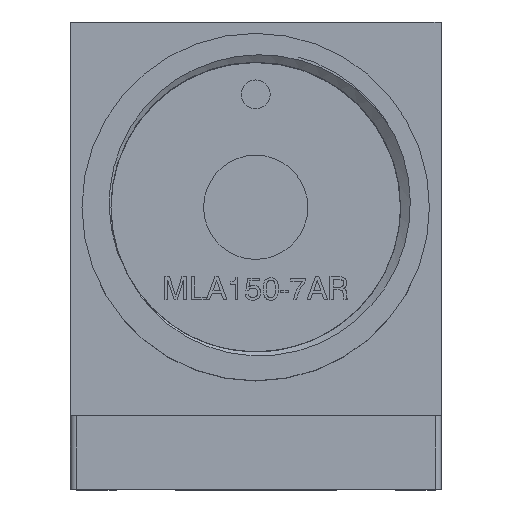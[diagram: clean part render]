
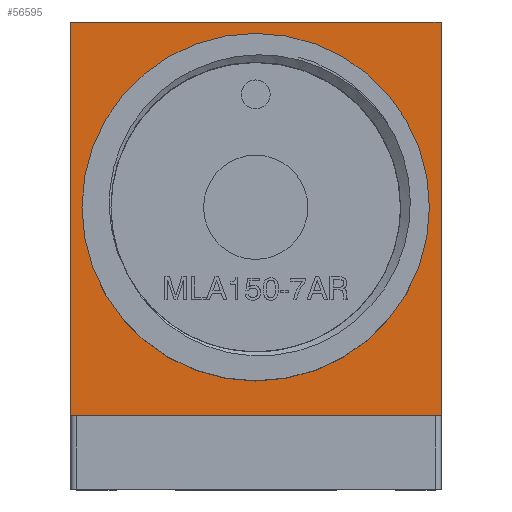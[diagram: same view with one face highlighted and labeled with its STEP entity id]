
A CAD part, top view. The second image highlights one B-rep face of the part: STEP entity #56595.
In plain terms, the highlighted planar face has unit normal (0, 0, 1).
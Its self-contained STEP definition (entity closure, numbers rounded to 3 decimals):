
#1378 = VERTEX_POINT ( 'NONE', #27355 ) ;
#1542 = VERTEX_POINT ( 'NONE', #30066 ) ;
#1746 = EDGE_CURVE ( 'NONE', #47606, #1542, #13657, .T. ) ;
#3612 = AXIS2_PLACEMENT_3D ( 'NONE', #27272, #64069, #32522 ) ;
#4211 = DIRECTION ( 'NONE',  ( 0., 0., 1. ) ) ;
#5866 = CARTESIAN_POINT ( 'NONE',  ( 0., 34., 0. ) ) ;
#6109 = AXIS2_PLACEMENT_3D ( 'NONE', #35722, #4211, #41006 ) ;
#6400 = ORIENTED_EDGE ( 'NONE', *, *, #15580, .F. ) ;
#6480 = DIRECTION ( 'NONE',  ( 1., 0., 0. ) ) ;
#7265 = EDGE_CURVE ( 'NONE', #1378, #8413, #54979, .T. ) ;
#8413 = VERTEX_POINT ( 'NONE', #20139 ) ;
#9468 = DIRECTION ( 'NONE',  ( 1., 0., 0. ) ) ;
#13657 = CIRCLE ( 'NONE', #55403, 15. ) ;
#14649 = VECTOR ( 'NONE', #9468, 1000. ) ;
#15580 = EDGE_CURVE ( 'NONE', #1542, #47606, #25894, .T. ) ;
#15657 = CARTESIAN_POINT ( 'NONE',  ( 31., 18., 0. ) ) ;
#17220 = EDGE_CURVE ( 'NONE', #50716, #57599, #41959, .T. ) ;
#20139 = CARTESIAN_POINT ( 'NONE',  ( 32., 0., 0. ) ) ;
#20295 = EDGE_LOOP ( 'NONE', ( #6400, #33556 ) ) ;
#25431 = CARTESIAN_POINT ( 'NONE',  ( 16., 18., 0. ) ) ;
#25664 = LINE ( 'NONE', #31397, #37995 ) ;
#25894 = CIRCLE ( 'NONE', #6109, 15. ) ;
#25985 = ORIENTED_EDGE ( 'NONE', *, *, #17220, .F. ) ;
#26851 = ORIENTED_EDGE ( 'NONE', *, *, #40974, .T. ) ;
#27272 = CARTESIAN_POINT ( 'NONE',  ( 0., 34., 0. ) ) ;
#27355 = CARTESIAN_POINT ( 'NONE',  ( 0., 0., 0. ) ) ;
#27588 = CARTESIAN_POINT ( 'NONE',  ( 32., 34., 0. ) ) ;
#28272 = CARTESIAN_POINT ( 'NONE',  ( 0., 34., 0. ) ) ;
#30058 = FACE_OUTER_BOUND ( 'NONE', #61180, .T. ) ;
#30066 = CARTESIAN_POINT ( 'NONE',  ( 1., 18., 0. ) ) ;
#30701 = DIRECTION ( 'NONE',  ( -1., 0., 0. ) ) ;
#31279 = LINE ( 'NONE', #28272, #52670 ) ;
#31397 = CARTESIAN_POINT ( 'NONE',  ( 32., 34., 0. ) ) ;
#32357 = ORIENTED_EDGE ( 'NONE', *, *, #34311, .F. ) ;
#32522 = DIRECTION ( 'NONE',  ( -1., 0., 0. ) ) ;
#33556 = ORIENTED_EDGE ( 'NONE', *, *, #1746, .F. ) ;
#34311 = EDGE_CURVE ( 'NONE', #57599, #8413, #25664, .T. ) ;
#35722 = CARTESIAN_POINT ( 'NONE',  ( 16., 18., 0. ) ) ;
#37591 = PLANE ( 'NONE',  #3612 ) ;
#37995 = VECTOR ( 'NONE', #47262, 1000. ) ;
#40345 = VECTOR ( 'NONE', #6480, 1000. ) ;
#40974 = EDGE_CURVE ( 'NONE', #50716, #1378, #31279, .T. ) ;
#41006 = DIRECTION ( 'NONE',  ( -1., 0., 0. ) ) ;
#41959 = LINE ( 'NONE', #48545, #40345 ) ;
#47262 = DIRECTION ( 'NONE',  ( 0., -1., 0. ) ) ;
#47606 = VERTEX_POINT ( 'NONE', #15657 ) ;
#48545 = CARTESIAN_POINT ( 'NONE',  ( 0., 34., 0. ) ) ;
#49643 = DIRECTION ( 'NONE',  ( 0., -1., 0. ) ) ;
#50716 = VERTEX_POINT ( 'NONE', #5866 ) ;
#52670 = VECTOR ( 'NONE', #49643, 1000. ) ;
#54979 = LINE ( 'NONE', #61642, #14649 ) ;
#55403 = AXIS2_PLACEMENT_3D ( 'NONE', #25431, #62233, #30701 ) ;
#56595 = ADVANCED_FACE ( 'NONE', ( #30058, #57984 ), #37591, .F. ) ;
#57599 = VERTEX_POINT ( 'NONE', #27588 ) ;
#57984 = FACE_BOUND ( 'NONE', #20295, .T. ) ;
#61180 = EDGE_LOOP ( 'NONE', ( #67686, #32357, #25985, #26851 ) ) ;
#61642 = CARTESIAN_POINT ( 'NONE',  ( 0., 0., 0. ) ) ;
#62233 = DIRECTION ( 'NONE',  ( 0., 0., 1. ) ) ;
#64069 = DIRECTION ( 'NONE',  ( 0., 0., -1. ) ) ;
#67686 = ORIENTED_EDGE ( 'NONE', *, *, #7265, .T. ) ;
